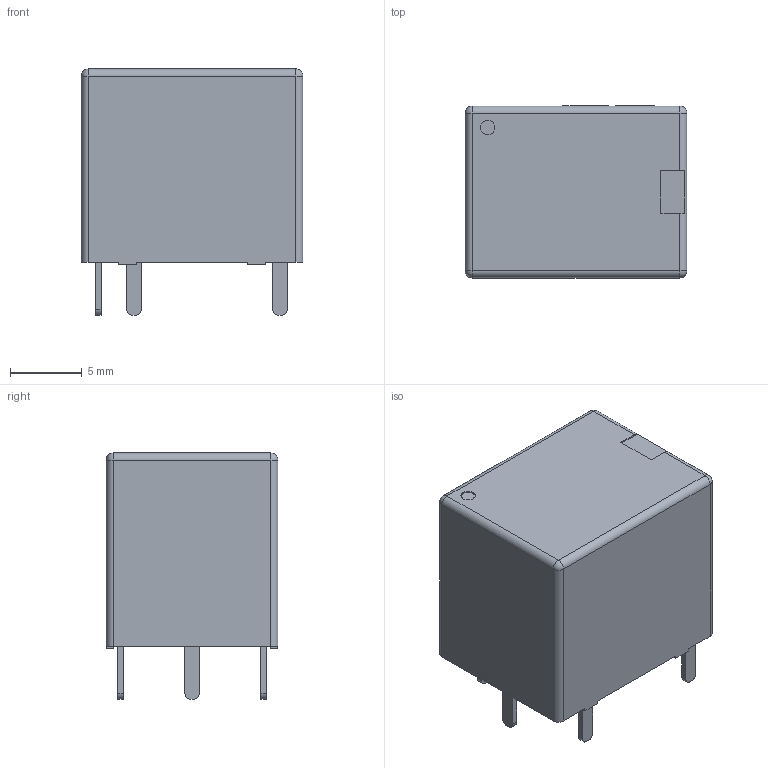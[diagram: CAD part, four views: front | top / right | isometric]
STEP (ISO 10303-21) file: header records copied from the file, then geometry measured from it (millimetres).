
FILE_DESCRIPTION (( 'STEP AP214' ), '1' );
FILE_NAME ('RELAY-TH_HKV6-DC12V-SAG.step', '2022-07-09T13:34:41', ( '' ), ( '' ), 'SwSTEP 2.0', 'SolidWorks 2020', '' );
FILE_SCHEMA (( 'AUTOMOTIVE_DESIGN' ));
Length unit declared in the file: millimetre
Products named in the file (1): RELAY-TH_HKV6-DC12V-SAG
Bounding box: 15.5 x 12.01 x 17.2 mm (x, y, z)
Volume: 2510.9 mm3; surface area: 1139.7 mm2
Topology: 1 solids, 1 shells, 352 faces, 949 edges, 626 vertices
Faces by surface type: plane 218, bspline 112, cylinder 18, sphere 4
Entity records: 14898 total; most frequent: CARTESIAN_POINT 4028, ORIENTED_EDGE 1890, DIRECTION 1237, EDGE_CURVE 945, LINE 679, VECTOR 679, VERTEX_POINT 626, EDGE_LOOP 383
